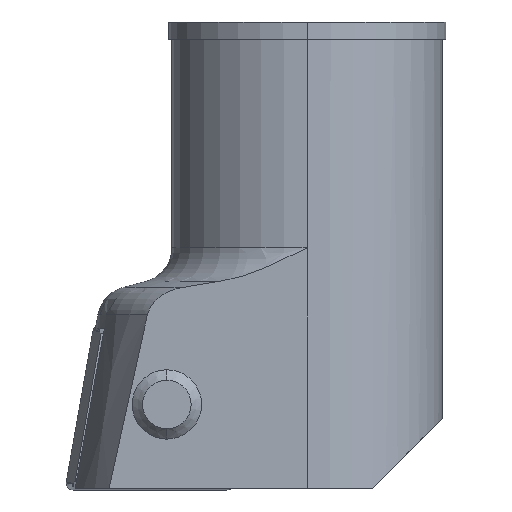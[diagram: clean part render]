
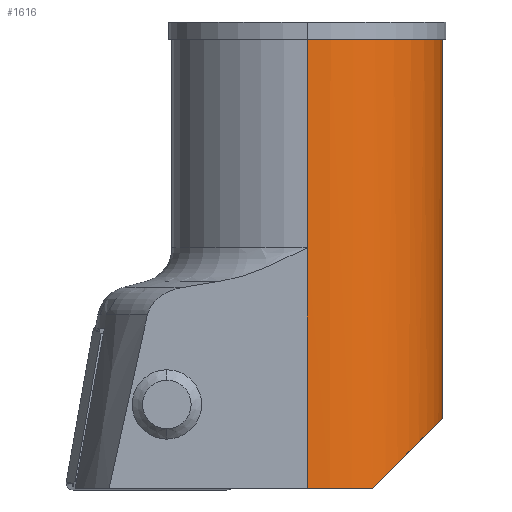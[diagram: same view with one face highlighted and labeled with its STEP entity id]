
A CAD part, front view. The second image highlights one B-rep face of the part: STEP entity #1616.
In plain terms, the highlighted cylindrical face has radius 7.8 mm (diameter 15.6 mm), a partial arc.
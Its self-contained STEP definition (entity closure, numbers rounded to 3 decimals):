
#618=VERTEX_POINT('NONE',#1754);
#766=VERTEX_POINT('NONE',#1923);
#776=EDGE_CURVE('',#1526,#766,#1935,.T.);
#980=VERTEX_POINT('',#2159);
#1026=VERTEX_POINT('NONE',#2212);
#1110=EDGE_CURVE('',#980,#618,#2299,.T.);
#1154=VERTEX_POINT('NONE',#2345);
#1222=EDGE_CURVE('NONE',#1026,#1256,#2425,.F.);
#1236=EDGE_CURVE('NONE',#618,#1026,#2440,.T.);
#1256=VERTEX_POINT('NONE',#2463);
#1398=EDGE_CURVE('NONE',#766,#980,#2614,.F.);
#1526=VERTEX_POINT('',#2757);
#1546=EDGE_CURVE('NONE',#1154,#1526,#2780,.F.);
#1548=EDGE_CURVE('NONE',#1256,#1154,#2782,.F.);
#1616=ADVANCED_FACE('NONE',(#2858),#2859,.T.);
#1754=CARTESIAN_POINT('',(0.,-7.8,-12.528));
#1923=CARTESIAN_POINT('',(0.0,7.8,-0.5));
#1935=LINE('',#3241,#3242);
#2159=CARTESIAN_POINT('',(0.,-7.8,-0.5));
#2212=CARTESIAN_POINT('',(0.0,-7.8,-26.412));
#2299=LINE('',#3757,#3758);
#2345=CARTESIAN_POINT('',(7.8,0.,-22.381));
#2425=CIRCLE('',#3924,7.8);
#2440=LINE('',#3944,#3945);
#2463=CARTESIAN_POINT('',(3.769,-6.829,-26.412));
#2614=CIRCLE('',#4195,7.8);
#2757=CARTESIAN_POINT('',(0.,7.8,-12.678));
#2780=ELLIPSE('',#4421,10.4,7.8);
#2782=ELLIPSE('',#4424,11.031,7.8);
#2858=FACE_OUTER_BOUND('',#4526,.T.);
#2859=CYLINDRICAL_SURFACE('',#4527,7.8);
#3241=CARTESIAN_POINT('',(0.,7.8,-26.412));
#3242=VECTOR('',#4969,1.0);
#3757=CARTESIAN_POINT('',(0.,-7.8,-26.412));
#3758=VECTOR('',#5414,1.0);
#3924=AXIS2_PLACEMENT_3D('',#5584,#5585,#5586);
#3944=CARTESIAN_POINT('',(0.0,-7.8,-26.412));
#3945=VECTOR('',#5602,1.0);
#4195=AXIS2_PLACEMENT_3D('',#5787,#5788,#5789);
#4421=AXIS2_PLACEMENT_3D('',#5974,#5975,#5976);
#4424=AXIS2_PLACEMENT_3D('',#5977,#5978,#5979);
#4526=EDGE_LOOP('',(#6080,#6081,#6082,#6083,#6084,#6085,#6086));
#4527=AXIS2_PLACEMENT_3D('',#6087,#6088,#6089);
#4969=DIRECTION('',(-0.0,-0.0,1.0));
#5414=DIRECTION('',(0.0,0.0,-1.0));
#5584=CARTESIAN_POINT('',(0.0,0.,-26.412));
#5585=DIRECTION('',(0.0,0.,-1.0));
#5586=DIRECTION('',(0.0,1.0,0.));
#5602=DIRECTION('',(0.0,0.0,-1.0));
#5787=CARTESIAN_POINT('',(0.0,0.,-0.5));
#5788=DIRECTION('',(0.,0.,1.0));
#5789=DIRECTION('',(0.,1.0,0.));
#5974=CARTESIAN_POINT('',(0.0,0.,-17.878));
#5975=DIRECTION('',(-0.433,0.5,-0.75));
#5976=DIRECTION('',(-0.491,0.567,0.661));
#5977=CARTESIAN_POINT('',(0.0,0.,-30.181));
#5978=DIRECTION('',(0.707,0.0,-0.707));
#5979=DIRECTION('',(0.707,0.0,0.707));
#6080=ORIENTED_EDGE('',*,*,#776,.T.);
#6081=ORIENTED_EDGE('',*,*,#1398,.T.);
#6082=ORIENTED_EDGE('',*,*,#1110,.T.);
#6083=ORIENTED_EDGE('',*,*,#1236,.T.);
#6084=ORIENTED_EDGE('',*,*,#1222,.T.);
#6085=ORIENTED_EDGE('',*,*,#1548,.T.);
#6086=ORIENTED_EDGE('',*,*,#1546,.T.);
#6087=CARTESIAN_POINT('',(0.0,0.,-26.412));
#6088=DIRECTION('',(-0.0,-0.0,1.0));
#6089=DIRECTION('',(0.0,1.0,0.0));
